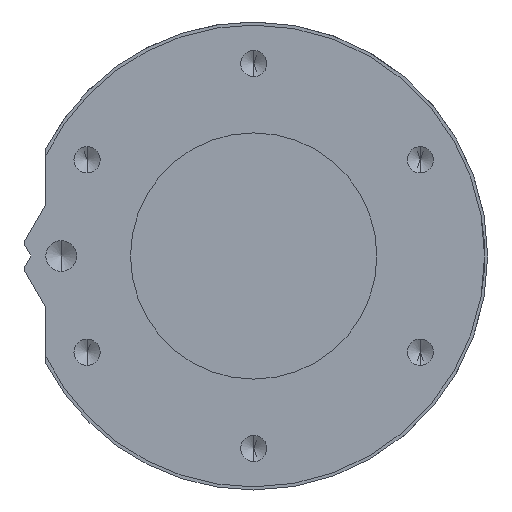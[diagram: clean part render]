
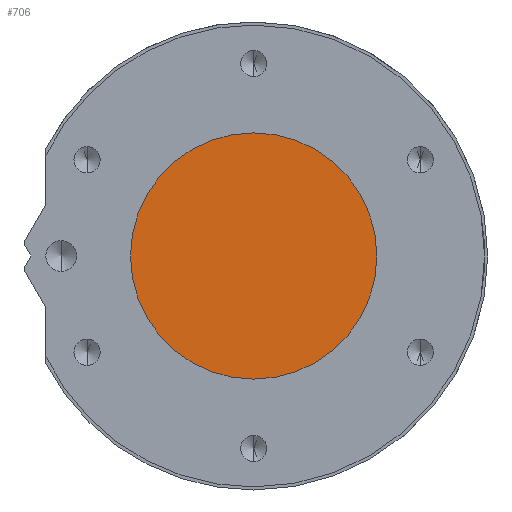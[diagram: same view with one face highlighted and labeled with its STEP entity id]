
A CAD part, left-side view. The second image highlights one B-rep face of the part: STEP entity #706.
In plain terms, the highlighted planar face has unit normal (-1, 0, 0).
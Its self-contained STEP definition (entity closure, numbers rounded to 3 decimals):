
#6 = AXIS2_PLACEMENT_3D ( 'NONE', #188, #758, #60 ) ;
#60 = DIRECTION ( 'NONE',  ( 0., 0., 1. ) ) ;
#70 = CARTESIAN_POINT ( 'NONE',  ( -36.5, 0., -40. ) ) ;
#188 = CARTESIAN_POINT ( 'NONE',  ( -36.5, 40., 0. ) ) ;
#328 = DIRECTION ( 'NONE',  ( 1., 0., 0. ) ) ;
#626 = VERTEX_POINT ( 'NONE', #70 ) ;
#640 = AXIS2_PLACEMENT_3D ( 'NONE', #799, #328, #1370 ) ;
#683 = EDGE_CURVE ( 'NONE', #626, #1119, #1533, .T. ) ;
#706 = ADVANCED_FACE ( 'NONE', ( #1342 ), #1496, .T. ) ;
#758 = DIRECTION ( 'NONE',  ( -1., 0., 0. ) ) ;
#759 = CIRCLE ( 'NONE', #1261, 40. ) ;
#778 = EDGE_LOOP ( 'NONE', ( #909, #1836 ) ) ;
#799 = CARTESIAN_POINT ( 'NONE',  ( -36.5, 0., 0. ) ) ;
#863 = EDGE_CURVE ( 'NONE', #1119, #626, #759, .T. ) ;
#909 = ORIENTED_EDGE ( 'NONE', *, *, #683, .F. ) ;
#944 = CARTESIAN_POINT ( 'NONE',  ( -36.5, 0., 40. ) ) ;
#981 = CARTESIAN_POINT ( 'NONE',  ( -36.5, 0., 0. ) ) ;
#1002 = DIRECTION ( 'NONE',  ( 1., 0., 0. ) ) ;
#1119 = VERTEX_POINT ( 'NONE', #944 ) ;
#1132 = DIRECTION ( 'NONE',  ( 0., 0., -1. ) ) ;
#1261 = AXIS2_PLACEMENT_3D ( 'NONE', #981, #1002, #1132 ) ;
#1342 = FACE_OUTER_BOUND ( 'NONE', #778, .T. ) ;
#1370 = DIRECTION ( 'NONE',  ( 0., 0., -1. ) ) ;
#1496 = PLANE ( 'NONE',  #6 ) ;
#1533 = CIRCLE ( 'NONE', #640, 40. ) ;
#1836 = ORIENTED_EDGE ( 'NONE', *, *, #863, .F. ) ;
